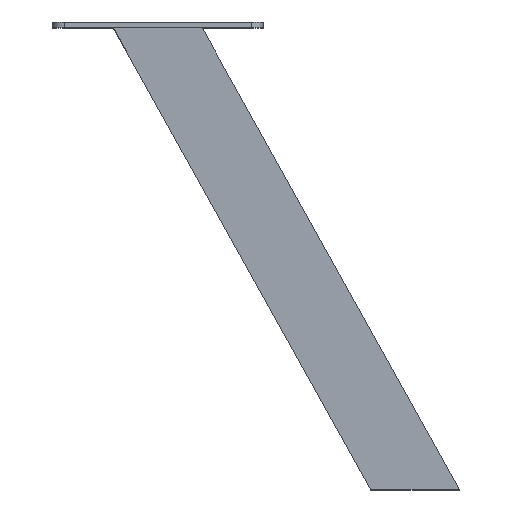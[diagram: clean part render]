
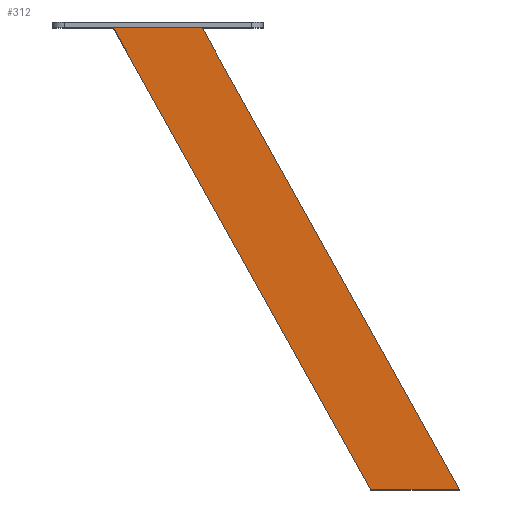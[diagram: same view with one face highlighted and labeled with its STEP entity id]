
A CAD part, top view. The second image highlights one B-rep face of the part: STEP entity #312.
In plain terms, the highlighted planar face has unit normal (0, 0, 1).
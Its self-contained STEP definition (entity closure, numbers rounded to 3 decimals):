
#3 = DIRECTION ( 'NONE',  ( 1., 0., 0. ) ) ;
#7 = LINE ( 'NONE', #777, #237 ) ;
#13 = CARTESIAN_POINT ( 'NONE',  ( 91., -197.5, 19. ) ) ;
#17 = ORIENTED_EDGE ( 'NONE', *, *, #618, .F. ) ;
#77 = DIRECTION ( 'NONE',  ( 1., 0., 0. ) ) ;
#89 = CARTESIAN_POINT ( 'NONE',  ( -19., 0., 19. ) ) ;
#90 = VECTOR ( 'NONE', #3, 1000. ) ;
#115 = CARTESIAN_POINT ( 'NONE',  ( 129., -197.5, 19. ) ) ;
#117 = ORIENTED_EDGE ( 'NONE', *, *, #735, .T. ) ;
#152 = PLANE ( 'NONE',  #350 ) ;
#185 = VERTEX_POINT ( 'NONE', #592 ) ;
#196 = VERTEX_POINT ( 'NONE', #589 ) ;
#213 = VECTOR ( 'NONE', #627, 1000. ) ;
#237 = VECTOR ( 'NONE', #471, 1000. ) ;
#291 = ORIENTED_EDGE ( 'NONE', *, *, #657, .T. ) ;
#312 = ADVANCED_FACE ( 'NONE', ( #331 ), #152, .T. ) ;
#331 = FACE_OUTER_BOUND ( 'NONE', #689, .T. ) ;
#350 = AXIS2_PLACEMENT_3D ( 'NONE', #553, #612, #77 ) ;
#396 = EDGE_CURVE ( 'NONE', #635, #196, #631, .T. ) ;
#433 = CARTESIAN_POINT ( 'NONE',  ( 19., 0., 19. ) ) ;
#468 = LINE ( 'NONE', #13, #90 ) ;
#471 = DIRECTION ( 'NONE',  ( -0.487, 0.874, 0. ) ) ;
#505 = ORIENTED_EDGE ( 'NONE', *, *, #396, .T. ) ;
#527 = LINE ( 'NONE', #115, #594 ) ;
#553 = CARTESIAN_POINT ( 'NONE',  ( 0., 0., 19. ) ) ;
#589 = CARTESIAN_POINT ( 'NONE',  ( -19., 0., 19. ) ) ;
#591 = CARTESIAN_POINT ( 'NONE',  ( 129., -197.5, 19. ) ) ;
#592 = CARTESIAN_POINT ( 'NONE',  ( 91., -197.5, 19. ) ) ;
#594 = VECTOR ( 'NONE', #721, 1000. ) ;
#612 = DIRECTION ( 'NONE',  ( 0., 0., 1. ) ) ;
#618 = EDGE_CURVE ( 'NONE', #185, #196, #7, .T. ) ;
#619 = VERTEX_POINT ( 'NONE', #591 ) ;
#627 = DIRECTION ( 'NONE',  ( -1., 0., 0. ) ) ;
#631 = LINE ( 'NONE', #89, #213 ) ;
#635 = VERTEX_POINT ( 'NONE', #433 ) ;
#657 = EDGE_CURVE ( 'NONE', #185, #619, #468, .T. ) ;
#689 = EDGE_LOOP ( 'NONE', ( #117, #505, #17, #291 ) ) ;
#721 = DIRECTION ( 'NONE',  ( -0.487, 0.874, 0. ) ) ;
#735 = EDGE_CURVE ( 'NONE', #619, #635, #527, .T. ) ;
#777 = CARTESIAN_POINT ( 'NONE',  ( 91., -197.5, 19. ) ) ;
